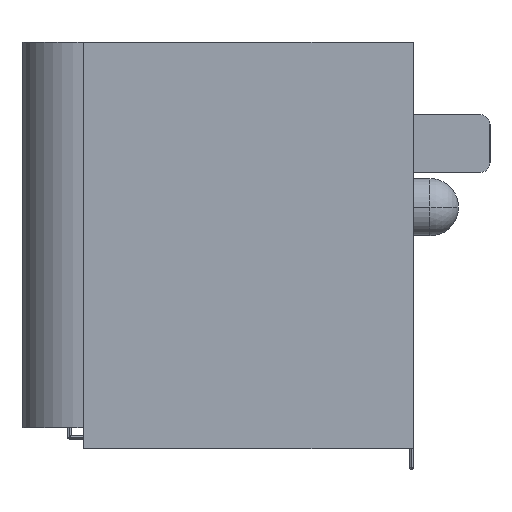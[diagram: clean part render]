
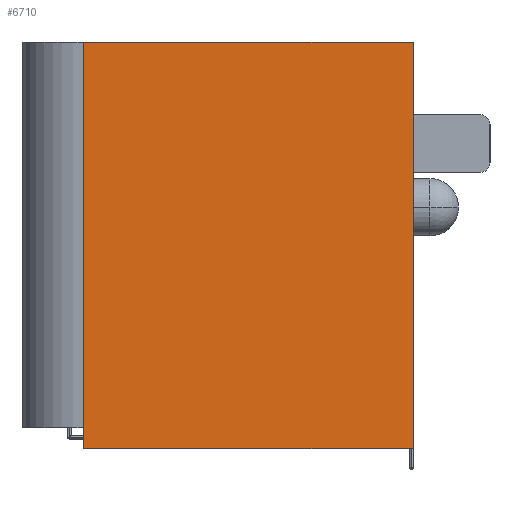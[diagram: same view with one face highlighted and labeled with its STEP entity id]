
A CAD part, left-side view. The second image highlights one B-rep face of the part: STEP entity #6710.
In plain terms, the highlighted planar face has unit normal (-1, 0, 0).
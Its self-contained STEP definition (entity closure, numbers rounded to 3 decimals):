
#17 = EDGE_CURVE ( 'NONE', #897, #7329, #11018, .T. ) ;
#633 = VERTEX_POINT ( 'NONE', #7538 ) ;
#897 = VERTEX_POINT ( 'NONE', #8800 ) ;
#2751 = DIRECTION ( 'NONE',  ( 0., -1., 0. ) ) ;
#2894 = CARTESIAN_POINT ( 'NONE',  ( 0., 8.6, -10.6 ) ) ;
#2900 = EDGE_CURVE ( 'NONE', #7823, #897, #4832, .T. ) ;
#3601 = FACE_OUTER_BOUND ( 'NONE', #11905, .T. ) ;
#3646 = EDGE_CURVE ( 'NONE', #633, #7329, #4681, .T. ) ;
#3780 = CARTESIAN_POINT ( 'NONE',  ( 0., 0., 0. ) ) ;
#4116 = VECTOR ( 'NONE', #4881, 1000. ) ;
#4119 = CARTESIAN_POINT ( 'NONE',  ( 0., 8.6, -10.05 ) ) ;
#4681 = LINE ( 'NONE', #9217, #6211 ) ;
#4711 = CARTESIAN_POINT ( 'NONE',  ( 0., 0., -10.6 ) ) ;
#4793 = EDGE_CURVE ( 'NONE', #11354, #7823, #4939, .T. ) ;
#4832 = LINE ( 'NONE', #9301, #5558 ) ;
#4881 = DIRECTION ( 'NONE',  ( 0., 0., 1. ) ) ;
#4939 = LINE ( 'NONE', #9483, #4116 ) ;
#5492 = LINE ( 'NONE', #4711, #6061 ) ;
#5519 = DIRECTION ( 'NONE',  ( 0., 0., 1. ) ) ;
#5558 = VECTOR ( 'NONE', #5784, 1000. ) ;
#5784 = DIRECTION ( 'NONE',  ( 0., 0., 1. ) ) ;
#6061 = VECTOR ( 'NONE', #9191, 1000. ) ;
#6074 = ORIENTED_EDGE ( 'NONE', *, *, #3646, .T. ) ;
#6211 = VECTOR ( 'NONE', #5519, 1000. ) ;
#6535 = CARTESIAN_POINT ( 'NONE',  ( 0., 0., 0. ) ) ;
#6710 = ADVANCED_FACE ( 'NONE', ( #3601 ), #10053, .T. ) ;
#7275 = CARTESIAN_POINT ( 'NONE',  ( 0., 0., -10.6 ) ) ;
#7329 = VERTEX_POINT ( 'NONE', #6535 ) ;
#7538 = CARTESIAN_POINT ( 'NONE',  ( 0., 0., -10.6 ) ) ;
#7715 = EDGE_CURVE ( 'NONE', #11354, #633, #5492, .T. ) ;
#7729 = ORIENTED_EDGE ( 'NONE', *, *, #17, .F. ) ;
#7823 = VERTEX_POINT ( 'NONE', #4119 ) ;
#7986 = AXIS2_PLACEMENT_3D ( 'NONE', #7275, #9946, #11020 ) ;
#8800 = CARTESIAN_POINT ( 'NONE',  ( 0., 8.6, 0. ) ) ;
#9191 = DIRECTION ( 'NONE',  ( 0., -1., 0. ) ) ;
#9217 = CARTESIAN_POINT ( 'NONE',  ( 0., 0., -10.6 ) ) ;
#9301 = CARTESIAN_POINT ( 'NONE',  ( 0., 8.6, -10.6 ) ) ;
#9483 = CARTESIAN_POINT ( 'NONE',  ( 0., 8.6, -10.6 ) ) ;
#9517 = ORIENTED_EDGE ( 'NONE', *, *, #4793, .F. ) ;
#9946 = DIRECTION ( 'NONE',  ( -1., 0., 0. ) ) ;
#10053 = PLANE ( 'NONE',  #7986 ) ;
#10659 = ORIENTED_EDGE ( 'NONE', *, *, #2900, .F. ) ;
#10985 = VECTOR ( 'NONE', #2751, 1000. ) ;
#11018 = LINE ( 'NONE', #3780, #10985 ) ;
#11020 = DIRECTION ( 'NONE',  ( 0., 0., 1. ) ) ;
#11354 = VERTEX_POINT ( 'NONE', #2894 ) ;
#11431 = ORIENTED_EDGE ( 'NONE', *, *, #7715, .T. ) ;
#11905 = EDGE_LOOP ( 'NONE', ( #7729, #10659, #9517, #11431, #6074 ) ) ;
